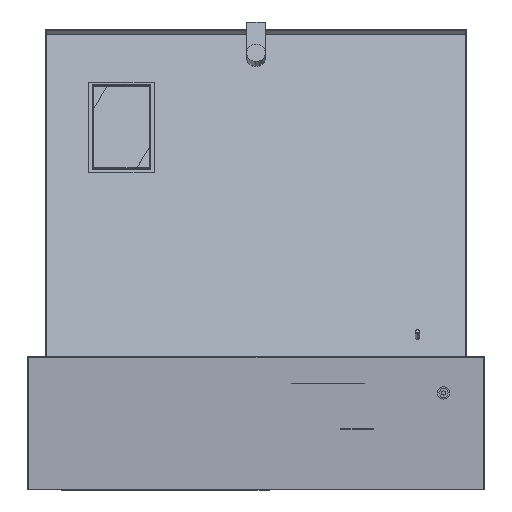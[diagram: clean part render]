
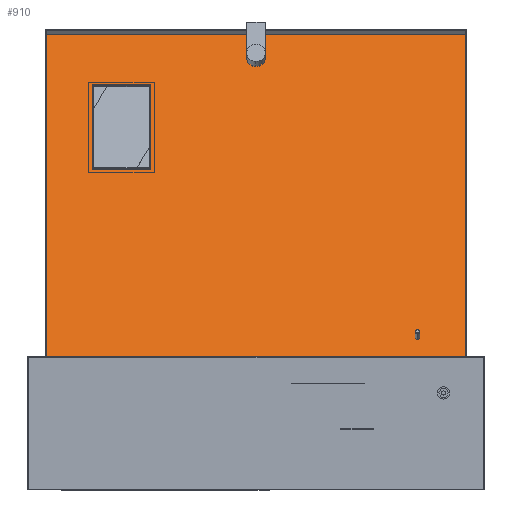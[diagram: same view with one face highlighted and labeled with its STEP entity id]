
A CAD part, left-side view. The second image highlights one B-rep face of the part: STEP entity #910.
In plain terms, the highlighted face is planar.
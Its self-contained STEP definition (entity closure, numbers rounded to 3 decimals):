
#149 = DIRECTION ( 'NONE',  ( 0., 0., 1. ) ) ;
#417 = ORIENTED_EDGE ( 'NONE', *, *, #4563, .F. ) ;
#676 = VECTOR ( 'NONE', #9716, 1000. ) ;
#714 = EDGE_LOOP ( 'NONE', ( #3786, #16355 ) ) ;
#879 = VERTEX_POINT ( 'NONE', #8627 ) ;
#910 = ADVANCED_FACE ( 'NONE', ( #3338, #6299, #8065, #17059 ), #13069, .F. ) ;
#988 = VECTOR ( 'NONE', #7329, 1000. ) ;
#1209 = LINE ( 'NONE', #16642, #12777 ) ;
#1925 = CARTESIAN_POINT ( 'NONE',  ( 181., -198., -1. ) ) ;
#2108 = VECTOR ( 'NONE', #17085, 1000. ) ;
#2423 = EDGE_CURVE ( 'NONE', #17487, #15591, #6444, .T. ) ;
#2717 = VERTEX_POINT ( 'NONE', #16520 ) ;
#2885 = VERTEX_POINT ( 'NONE', #7733 ) ;
#3174 = VERTEX_POINT ( 'NONE', #14962 ) ;
#3330 = DIRECTION ( 'NONE',  ( 1., 0., 0. ) ) ;
#3338 = FACE_BOUND ( 'NONE', #3727, .T. ) ;
#3629 = DIRECTION ( 'NONE',  ( 1., 0., 0. ) ) ;
#3727 = EDGE_LOOP ( 'NONE', ( #13502, #10217, #7235, #14793 ) ) ;
#3786 = ORIENTED_EDGE ( 'NONE', *, *, #6778, .F. ) ;
#4019 = CIRCLE ( 'NONE', #5390, 3. ) ;
#4193 = CARTESIAN_POINT ( 'NONE',  ( -151., 129., -1. ) ) ;
#4196 = DIRECTION ( 'NONE',  ( 0., 0., 1. ) ) ;
#4504 = EDGE_CURVE ( 'NONE', #879, #7070, #9699, .T. ) ;
#4531 = AXIS2_PLACEMENT_3D ( 'NONE', #4797, #10430, #3629 ) ;
#4563 = EDGE_CURVE ( 'NONE', #2717, #17341, #16989, .T. ) ;
#4792 = LINE ( 'NONE', #7182, #11942 ) ;
#4797 = CARTESIAN_POINT ( 'NONE',  ( -187., 0., -1. ) ) ;
#4810 = EDGE_LOOP ( 'NONE', ( #11358, #10605 ) ) ;
#5368 = EDGE_CURVE ( 'NONE', #6937, #5736, #10046, .T. ) ;
#5390 = AXIS2_PLACEMENT_3D ( 'NONE', #9124, #17252, #11773 ) ;
#5736 = VERTEX_POINT ( 'NONE', #1925 ) ;
#5748 = EDGE_CURVE ( 'NONE', #16061, #3174, #4792, .T. ) ;
#5871 = DIRECTION ( 'NONE',  ( 1., 0., 0. ) ) ;
#5921 = CARTESIAN_POINT ( 'NONE',  ( 0., 257., -1. ) ) ;
#6299 = FACE_BOUND ( 'NONE', #4810, .T. ) ;
#6444 = CIRCLE ( 'NONE', #9937, 11.5 ) ;
#6637 = CARTESIAN_POINT ( 'NONE',  ( 178., -198., -1. ) ) ;
#6696 = CIRCLE ( 'NONE', #4531, 11.5 ) ;
#6778 = EDGE_CURVE ( 'NONE', #5736, #6937, #4019, .T. ) ;
#6937 = VERTEX_POINT ( 'NONE', #8537 ) ;
#7070 = VERTEX_POINT ( 'NONE', #15429 ) ;
#7182 = CARTESIAN_POINT ( 'NONE',  ( -41., 0., -1. ) ) ;
#7229 = DIRECTION ( 'NONE',  ( 1., 0., 0. ) ) ;
#7235 = ORIENTED_EDGE ( 'NONE', *, *, #10449, .T. ) ;
#7329 = DIRECTION ( 'NONE',  ( 0., -1., 0. ) ) ;
#7733 = CARTESIAN_POINT ( 'NONE',  ( -151., 201., -1. ) ) ;
#7775 = CARTESIAN_POINT ( 'NONE',  ( -187., 0., -1. ) ) ;
#8065 = FACE_OUTER_BOUND ( 'NONE', #12037, .T. ) ;
#8082 = VECTOR ( 'NONE', #5871, 1000. ) ;
#8537 = CARTESIAN_POINT ( 'NONE',  ( 175., -198., -1. ) ) ;
#8627 = CARTESIAN_POINT ( 'NONE',  ( -217., -257., -1. ) ) ;
#9124 = CARTESIAN_POINT ( 'NONE',  ( 178., -198., -1. ) ) ;
#9369 = CARTESIAN_POINT ( 'NONE',  ( -217., 257., -1. ) ) ;
#9375 = LINE ( 'NONE', #10277, #988 ) ;
#9699 = LINE ( 'NONE', #10861, #8082 ) ;
#9716 = DIRECTION ( 'NONE',  ( 1., 0., 0. ) ) ;
#9914 = CARTESIAN_POINT ( 'NONE',  ( -198.5, 0., -1. ) ) ;
#9937 = AXIS2_PLACEMENT_3D ( 'NONE', #7775, #4196, #3330 ) ;
#10046 = CIRCLE ( 'NONE', #11970, 3. ) ;
#10217 = ORIENTED_EDGE ( 'NONE', *, *, #11593, .T. ) ;
#10277 = CARTESIAN_POINT ( 'NONE',  ( -151., 0., -1. ) ) ;
#10430 = DIRECTION ( 'NONE',  ( 0., 0., 1. ) ) ;
#10449 = EDGE_CURVE ( 'NONE', #18007, #16061, #16661, .T. ) ;
#10605 = ORIENTED_EDGE ( 'NONE', *, *, #15529, .T. ) ;
#10775 = DIRECTION ( 'NONE',  ( 0., -1., 0. ) ) ;
#10861 = CARTESIAN_POINT ( 'NONE',  ( 0., -257., -1. ) ) ;
#11081 = EDGE_CURVE ( 'NONE', #17341, #879, #13659, .T. ) ;
#11358 = ORIENTED_EDGE ( 'NONE', *, *, #2423, .T. ) ;
#11492 = CARTESIAN_POINT ( 'NONE',  ( 0., 129., -1. ) ) ;
#11593 = EDGE_CURVE ( 'NONE', #2885, #18007, #9375, .T. ) ;
#11650 = EDGE_CURVE ( 'NONE', #7070, #2717, #15060, .T. ) ;
#11773 = DIRECTION ( 'NONE',  ( 1., 0., 0. ) ) ;
#11903 = VECTOR ( 'NONE', #16110, 1000. ) ;
#11942 = VECTOR ( 'NONE', #17368, 1000. ) ;
#11970 = AXIS2_PLACEMENT_3D ( 'NONE', #6637, #16819, #7229 ) ;
#12037 = EDGE_LOOP ( 'NONE', ( #13391, #417, #13907, #15207 ) ) ;
#12777 = VECTOR ( 'NONE', #14627, 1000. ) ;
#13069 = PLANE ( 'NONE',  #13226 ) ;
#13226 = AXIS2_PLACEMENT_3D ( 'NONE', #16495, #149, #14764 ) ;
#13391 = ORIENTED_EDGE ( 'NONE', *, *, #11081, .F. ) ;
#13502 = ORIENTED_EDGE ( 'NONE', *, *, #13929, .T. ) ;
#13659 = LINE ( 'NONE', #15941, #15540 ) ;
#13907 = ORIENTED_EDGE ( 'NONE', *, *, #11650, .F. ) ;
#13929 = EDGE_CURVE ( 'NONE', #3174, #2885, #1209, .T. ) ;
#14627 = DIRECTION ( 'NONE',  ( -1., 0., 0. ) ) ;
#14764 = DIRECTION ( 'NONE',  ( 1., 0., 0. ) ) ;
#14793 = ORIENTED_EDGE ( 'NONE', *, *, #5748, .T. ) ;
#14818 = CARTESIAN_POINT ( 'NONE',  ( -175.5, 0., -1. ) ) ;
#14962 = CARTESIAN_POINT ( 'NONE',  ( -41., 201., -1. ) ) ;
#15060 = LINE ( 'NONE', #15626, #2108 ) ;
#15207 = ORIENTED_EDGE ( 'NONE', *, *, #4504, .F. ) ;
#15429 = CARTESIAN_POINT ( 'NONE',  ( 217., -257., -1. ) ) ;
#15529 = EDGE_CURVE ( 'NONE', #15591, #17487, #6696, .T. ) ;
#15540 = VECTOR ( 'NONE', #10775, 1000. ) ;
#15591 = VERTEX_POINT ( 'NONE', #9914 ) ;
#15626 = CARTESIAN_POINT ( 'NONE',  ( 217., 0., -1. ) ) ;
#15941 = CARTESIAN_POINT ( 'NONE',  ( -217., 0., -1. ) ) ;
#16061 = VERTEX_POINT ( 'NONE', #16449 ) ;
#16110 = DIRECTION ( 'NONE',  ( -1., 0., 0. ) ) ;
#16355 = ORIENTED_EDGE ( 'NONE', *, *, #5368, .F. ) ;
#16449 = CARTESIAN_POINT ( 'NONE',  ( -41., 129., -1. ) ) ;
#16495 = CARTESIAN_POINT ( 'NONE',  ( 0., 0., -1. ) ) ;
#16520 = CARTESIAN_POINT ( 'NONE',  ( 217., 257., -1. ) ) ;
#16642 = CARTESIAN_POINT ( 'NONE',  ( 0., 201., -1. ) ) ;
#16661 = LINE ( 'NONE', #11492, #676 ) ;
#16819 = DIRECTION ( 'NONE',  ( 0., 0., -1. ) ) ;
#16989 = LINE ( 'NONE', #5921, #11903 ) ;
#17059 = FACE_BOUND ( 'NONE', #714, .T. ) ;
#17085 = DIRECTION ( 'NONE',  ( 0., 1., 0. ) ) ;
#17252 = DIRECTION ( 'NONE',  ( 0., 0., -1. ) ) ;
#17341 = VERTEX_POINT ( 'NONE', #9369 ) ;
#17368 = DIRECTION ( 'NONE',  ( 0., 1., 0. ) ) ;
#17487 = VERTEX_POINT ( 'NONE', #14818 ) ;
#18007 = VERTEX_POINT ( 'NONE', #4193 ) ;
